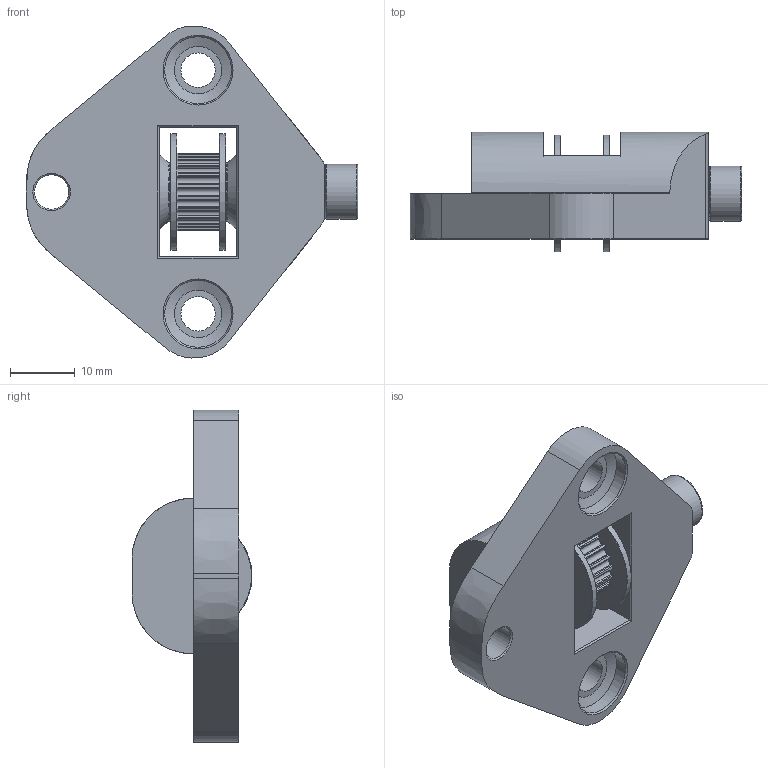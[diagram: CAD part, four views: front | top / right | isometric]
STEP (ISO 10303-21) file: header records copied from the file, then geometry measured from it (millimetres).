
FILE_DESCRIPTION(/* description */ (''),/* implementation_level */ '2;1');
FILE_NAME(/* name */ 'Idler plate R1 v7.step',/* time_stamp */ '2022-06-15T00:27:37-07:00',/* author */ (''),/* organization */ (''),/* preprocessor_version */ 'ST-DEVELOPER v19',/* originating_system */ 'Autodesk Translation Framework v11.7.0.108',/* authorisation */ '');
FILE_SCHEMA (('AUTOMOTIVE_DESIGN { 1 0 10303 214 3 1 1 }'));
Length unit declared in the file: millimetre
Products named in the file (4): Idler plate R1; GT2 20T 6mm belt Ider; GT2_20T_5mmBore_10mmBelt Idler v3 v1; Component1
Assembly tree (3 placements, depth 3):
  Idler plate R1
    GT2 20T 6mm belt Ider
      GT2_20T_5mmBore_10mmBelt Idler v3 v1
    Component1
Bounding box: 51.13 x 18.5 x 51.22 mm (x, y, z)
Volume: 14470.6 mm3; surface area: 8218.9 mm2
Topology: 3 solids, 3 shells, 220 faces, 584 edges, 380 vertices
Faces by surface type: cylinder 141, plane 48, cone 26, torus 3, bspline 2
Full cylindrical faces by diameter (mm): 3.78 x1, 4.901 x1, 5 x1, 5.18 x2, 5.3 x3, 8.5 x1, 9 x2, 10.3 x2, 18 x2
Entity records: 7209 total; most frequent: CARTESIAN_POINT 1358, DIRECTION 1345, ORIENTED_EDGE 1166, EDGE_CURVE 583, AXIS2_PLACEMENT_3D 559, VERTEX_POINT 380, CIRCLE 332, EDGE_LOOP 243
